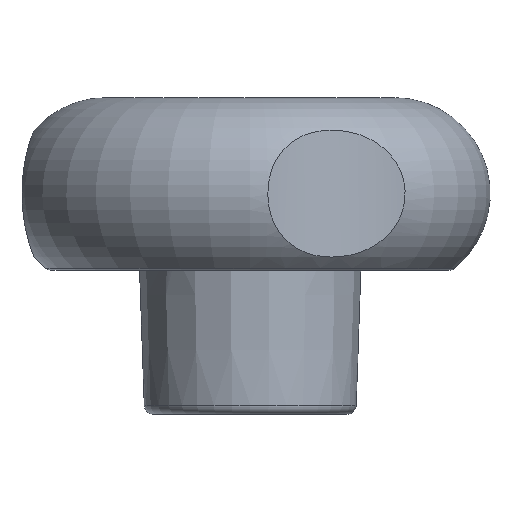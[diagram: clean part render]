
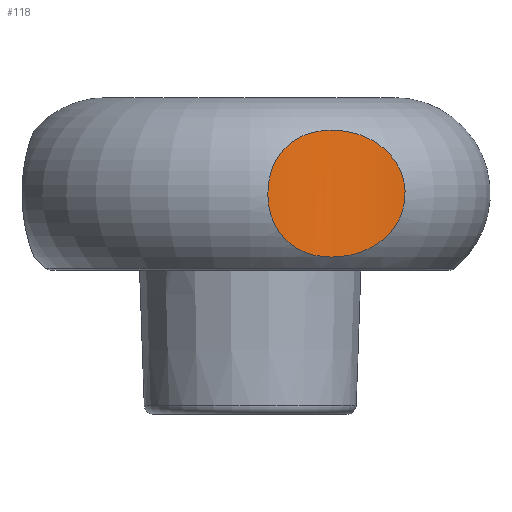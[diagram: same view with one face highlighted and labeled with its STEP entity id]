
A CAD part, left-side view. The second image highlights one B-rep face of the part: STEP entity #118.
In plain terms, the highlighted cylindrical face has radius 24 mm (diameter 48 mm), a partial arc.
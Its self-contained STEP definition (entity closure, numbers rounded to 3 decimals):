
#118 = ADVANCED_FACE( '', ( #261 ), #262, .F. );
#261 = FACE_OUTER_BOUND( '', #420, .T. );
#262 = CYLINDRICAL_SURFACE( '', #421, 24. );
#420 = EDGE_LOOP( '', ( #691 ) );
#421 = AXIS2_PLACEMENT_3D( '', #692, #693, #694 );
#691 = ORIENTED_EDGE( '', *, *, #905, .T. );
#692 = CARTESIAN_POINT( '', ( -43.053, -17.569, 50. ) );
#693 = DIRECTION( '', ( 0., 0., 1. ) );
#694 = DIRECTION( '', ( -1., 0., 0. ) );
#905 = EDGE_CURVE( '', #1083, #1083, #1084, .T. );
#1083 = VERTEX_POINT( '', #1536 );
#1084 = B_SPLINE_CURVE_WITH_KNOTS( '', 3, ( #1537, #1538, #1539, #1540, #1541, #1542, #1543, #1544, #1545, #1546, #1547, #1548, #1549, #1550, #1551, #1552, #1553, #1554, #1555, #1556, #1557, #1558, #1559, #1560, #1561, #1562, #1563, #1564, #1565, #1566, #1567, #1568, #1569, #1570, #1571, #1572, #1573, #1574, #1575, #1576, #1577, #1578, #1579, #1580, #1581, #1582, #1583, #1584, #1585, #1586, #1587, #1588, #1589, #1590, #1591, #1592, #1593, #1594, #1595, #1596, #1597, #1598, #1599, #1600, #1601, #1602, #1603, #1604, #1605, #1606, #1607, #1608, #1609, #1610, #1611, #1612, #1613, #1614, #1615, #1616, #1617, #1618, #1619, #1620, #1621, #1622, #1623, #1624, #1625, #1626, #1627, #1628, #1629, #1630 ), .UNSPECIFIED., .T., .F., ( 2, 2, 2, 2, 2, 2, 2, 2, 2, 2, 2, 2, 2, 2, 2, 2, 2, 2, 2, 2, 2, 2, 2, 2, 2, 2, 2, 2, 2, 2, 2, 2, 2, 2, 2, 2, 2, 2, 2, 2, 2, 2, 2, 2, 2, 2, 2, 2, 2 ), ( -0.001, 0., 0.001, 0.003, 0.004, 0.004, 0.006, 0.006, 0.007, 0.008, 0.009, 0.01, 0.011, 0.011, 0.013, 0.014, 0.014, 0.016, 0.016, 0.017, 0.019, 0.019, 0.02, 0.021, 0.021, 0.023, 0.024, 0.025, 0.026, 0.027, 0.028, 0.028, 0.029, 0.03, 0.031, 0.032, 0.033, 0.034, 0.036, 0.036, 0.037, 0.038, 0.04, 0.041, 0.042, 0.043, 0.044, 0.046, 0.047 ), .UNSPECIFIED. );
#1536 = CARTESIAN_POINT( '', ( -19.113, -15.88, 21.268 ) );
#1537 = CARTESIAN_POINT( '', ( -19.123, -15.741, 20.807 ) );
#1538 = CARTESIAN_POINT( '', ( -19.103, -16.018, 21.729 ) );
#1539 = CARTESIAN_POINT( '', ( -19.098, -16.1, 22.198 ) );
#1540 = CARTESIAN_POINT( '', ( -19.095, -16.152, 23.148 ) );
#1541 = CARTESIAN_POINT( '', ( -19.097, -16.12, 23.633 ) );
#1542 = CARTESIAN_POINT( '', ( -19.105, -15.99, 24.333 ) );
#1543 = CARTESIAN_POINT( '', ( -19.109, -15.932, 24.564 ) );
#1544 = CARTESIAN_POINT( '', ( -19.119, -15.791, 25.019 ) );
#1545 = CARTESIAN_POINT( '', ( -19.126, -15.705, 25.244 ) );
#1546 = CARTESIAN_POINT( '', ( -19.15, -15.412, 25.9 ) );
#1547 = CARTESIAN_POINT( '', ( -19.172, -15.169, 26.308 ) );
#1548 = CARTESIAN_POINT( '', ( -19.22, -14.738, 26.877 ) );
#1549 = CARTESIAN_POINT( '', ( -19.239, -14.581, 27.061 ) );
#1550 = CARTESIAN_POINT( '', ( -19.283, -14.254, 27.407 ) );
#1551 = CARTESIAN_POINT( '', ( -19.307, -14.082, 27.569 ) );
#1552 = CARTESIAN_POINT( '', ( -19.363, -13.723, 27.876 ) );
#1553 = CARTESIAN_POINT( '', ( -19.394, -13.536, 28.02 ) );
#1554 = CARTESIAN_POINT( '', ( -19.463, -13.148, 28.291 ) );
#1555 = CARTESIAN_POINT( '', ( -19.502, -12.946, 28.417 ) );
#1556 = CARTESIAN_POINT( '', ( -19.628, -12.331, 28.763 ) );
#1557 = CARTESIAN_POINT( '', ( -19.726, -11.907, 28.953 ) );
#1558 = CARTESIAN_POINT( '', ( -19.899, -11.251, 29.185 ) );
#1559 = CARTESIAN_POINT( '', ( -19.96, -11.029, 29.254 ) );
#1560 = CARTESIAN_POINT( '', ( -20.091, -10.584, 29.372 ) );
#1561 = CARTESIAN_POINT( '', ( -20.16, -10.362, 29.422 ) );
#1562 = CARTESIAN_POINT( '', ( -20.377, -9.694, 29.546 ) );
#1563 = CARTESIAN_POINT( '', ( -20.537, -9.249, 29.594 ) );
#1564 = CARTESIAN_POINT( '', ( -20.799, -8.581, 29.617 ) );
#1565 = CARTESIAN_POINT( '', ( -20.89, -8.358, 29.616 ) );
#1566 = CARTESIAN_POINT( '', ( -21.077, -7.92, 29.598 ) );
#1567 = CARTESIAN_POINT( '', ( -21.173, -7.704, 29.58 ) );
#1568 = CARTESIAN_POINT( '', ( -21.47, -7.063, 29.503 ) );
#1569 = CARTESIAN_POINT( '', ( -21.678, -6.646, 29.419 ) );
#1570 = CARTESIAN_POINT( '', ( -22.005, -6.036, 29.238 ) );
#1571 = CARTESIAN_POINT( '', ( -22.116, -5.835, 29.168 ) );
#1572 = CARTESIAN_POINT( '', ( -22.341, -5.443, 29.01 ) );
#1573 = CARTESIAN_POINT( '', ( -22.454, -5.252, 28.922 ) );
#1574 = CARTESIAN_POINT( '', ( -22.792, -4.697, 28.631 ) );
#1575 = CARTESIAN_POINT( '', ( -23.018, -4.349, 28.4 ) );
#1576 = CARTESIAN_POINT( '', ( -23.352, -3.862, 27.989 ) );
#1577 = CARTESIAN_POINT( '', ( -23.461, -3.706, 27.842 ) );
#1578 = CARTESIAN_POINT( '', ( -23.672, -3.413, 27.532 ) );
#1579 = CARTESIAN_POINT( '', ( -23.773, -3.275, 27.369 ) );
#1580 = CARTESIAN_POINT( '', ( -23.968, -3.016, 27.024 ) );
#1581 = CARTESIAN_POINT( '', ( -24.061, -2.895, 26.844 ) );
#1582 = CARTESIAN_POINT( '', ( -24.237, -2.67, 26.464 ) );
#1583 = CARTESIAN_POINT( '', ( -24.32, -2.566, 26.263 ) );
#1584 = CARTESIAN_POINT( '', ( -24.549, -2.283, 25.642 ) );
#1585 = CARTESIAN_POINT( '', ( -24.672, -2.136, 25.207 ) );
#1586 = CARTESIAN_POINT( '', ( -24.852, -1.925, 24.297 ) );
#1587 = CARTESIAN_POINT( '', ( -24.908, -1.86, 23.818 ) );
#1588 = CARTESIAN_POINT( '', ( -24.935, -1.829, 23.106 ) );
#1589 = CARTESIAN_POINT( '', ( -24.935, -1.829, 22.868 ) );
#1590 = CARTESIAN_POINT( '', ( -24.916, -1.852, 22.392 ) );
#1591 = CARTESIAN_POINT( '', ( -24.896, -1.874, 22.152 ) );
#1592 = CARTESIAN_POINT( '', ( -24.811, -1.973, 21.444 ) );
#1593 = CARTESIAN_POINT( '', ( -24.719, -2.08, 20.99 ) );
#1594 = CARTESIAN_POINT( '', ( -24.533, -2.304, 20.335 ) );
#1595 = CARTESIAN_POINT( '', ( -24.462, -2.39, 20.12 ) );
#1596 = CARTESIAN_POINT( '', ( -24.309, -2.58, 19.708 ) );
#1597 = CARTESIAN_POINT( '', ( -24.226, -2.684, 19.511 ) );
#1598 = CARTESIAN_POINT( '', ( -24.049, -2.911, 19.132 ) );
#1599 = CARTESIAN_POINT( '', ( -23.954, -3.034, 18.95 ) );
#1600 = CARTESIAN_POINT( '', ( -23.756, -3.298, 18.604 ) );
#1601 = CARTESIAN_POINT( '', ( -23.652, -3.44, 18.438 ) );
#1602 = CARTESIAN_POINT( '', ( -23.333, -3.885, 17.974 ) );
#1603 = CARTESIAN_POINT( '', ( -23.111, -4.209, 17.705 ) );
#1604 = CARTESIAN_POINT( '', ( -22.77, -4.737, 17.357 ) );
#1605 = CARTESIAN_POINT( '', ( -22.655, -4.921, 17.25 ) );
#1606 = CARTESIAN_POINT( '', ( -22.428, -5.295, 17.058 ) );
#1607 = CARTESIAN_POINT( '', ( -22.315, -5.486, 16.971 ) );
#1608 = CARTESIAN_POINT( '', ( -21.981, -6.073, 16.739 ) );
#1609 = CARTESIAN_POINT( '', ( -21.762, -6.484, 16.621 ) );
#1610 = CARTESIAN_POINT( '', ( -21.342, -7.329, 16.454 ) );
#1611 = CARTESIAN_POINT( '', ( -21.144, -7.759, 16.406 ) );
#1612 = CARTESIAN_POINT( '', ( -20.866, -8.416, 16.383 ) );
#1613 = CARTESIAN_POINT( '', ( -20.776, -8.636, 16.384 ) );
#1614 = CARTESIAN_POINT( '', ( -20.603, -9.081, 16.402 ) );
#1615 = CARTESIAN_POINT( '', ( -20.519, -9.307, 16.419 ) );
#1616 = CARTESIAN_POINT( '', ( -20.28, -9.979, 16.497 ) );
#1617 = CARTESIAN_POINT( '', ( -20.137, -10.423, 16.582 ) );
#1618 = CARTESIAN_POINT( '', ( -19.881, -11.302, 16.822 ) );
#1619 = CARTESIAN_POINT( '', ( -19.768, -11.737, 16.977 ) );
#1620 = CARTESIAN_POINT( '', ( -19.571, -12.594, 17.371 ) );
#1621 = CARTESIAN_POINT( '', ( -19.489, -13.001, 17.603 ) );
#1622 = CARTESIAN_POINT( '', ( -19.387, -13.578, 18.011 ) );
#1623 = CARTESIAN_POINT( '', ( -19.356, -13.764, 18.157 ) );
#1624 = CARTESIAN_POINT( '', ( -19.301, -14.124, 18.469 ) );
#1625 = CARTESIAN_POINT( '', ( -19.277, -14.297, 18.636 ) );
#1626 = CARTESIAN_POINT( '', ( -19.213, -14.783, 19.158 ) );
#1627 = CARTESIAN_POINT( '', ( -19.183, -15.066, 19.537 ) );
#1628 = CARTESIAN_POINT( '', ( -19.138, -15.545, 20.36 ) );
#1629 = CARTESIAN_POINT( '', ( -19.123, -15.741, 20.807 ) );
#1630 = CARTESIAN_POINT( '', ( -19.103, -16.018, 21.729 ) );
